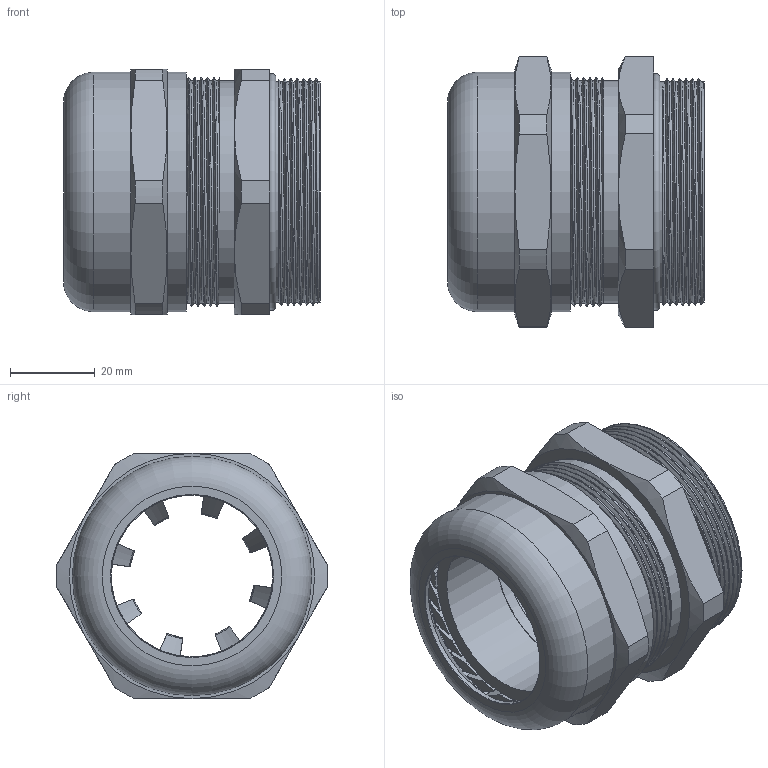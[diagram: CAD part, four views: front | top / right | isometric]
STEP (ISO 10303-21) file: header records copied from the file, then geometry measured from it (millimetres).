
FILE_DESCRIPTION(/* description */ ('Euro-Top-EMV 2. Gen. PG 42'),/* implementation_level */ '2;1');
FILE_NAME(/* name */ '61080442-RST.stp',/* time_stamp */ '2020-05-25T08:37:09+02:00',/* author */ ('sl'),/* organization */ (''),/* preprocessor_version */ 'ST-DEVELOPER v16.5',/* originating_system */ 'Autodesk Inventor 2017',/* authorisation */ '');
FILE_SCHEMA (('AUTOMOTIVE_DESIGN { 1 0 10303 214 3 1 1 }'));
Length unit declared in the file: millimetre
Products named in the file (7): 61080442; 61080442_1; 61080442_2; 61080442_3; 61080442_4; 61080429; 61080442_5
Assembly tree (6 placements, depth 2):
  61080442
    61080442_1
    61080442_2
    61080442_3
    61080442_4
    61080429
    61080442_5
Bounding box: 60.74 x 64.05 x 58 mm (x, y, z)
Volume: 50778 mm3; surface area: 59061.1 mm2
Topology: 9 solids, 9 shells, 528 faces, 1476 edges, 971 vertices
Faces by surface type: plane 224, cylinder 187, torus 59, cone 51, bspline 7
Full cylindrical faces by diameter (mm): 38.16 x1, 38.4 x1, 38.5 x1, 43 x1, 44.56 x1, 45.11 x1, 45.45 x1, 47.33 x1, 47.93 x1, 48.4 x1, 48.9 x1, 49.15 x1, 50 x1, 52 x2, 52.25 x1, 52.57 x1, 53.77 x14, 54.85 x1, 56.6 x2
Entity records: 22540 total; most frequent: CARTESIAN_POINT 9307, ORIENTED_EDGE 2794, DIRECTION 2731, EDGE_CURVE 1397, AXIS2_PLACEMENT_3D 1057, VERTEX_POINT 936, LINE 617, VECTOR 617
